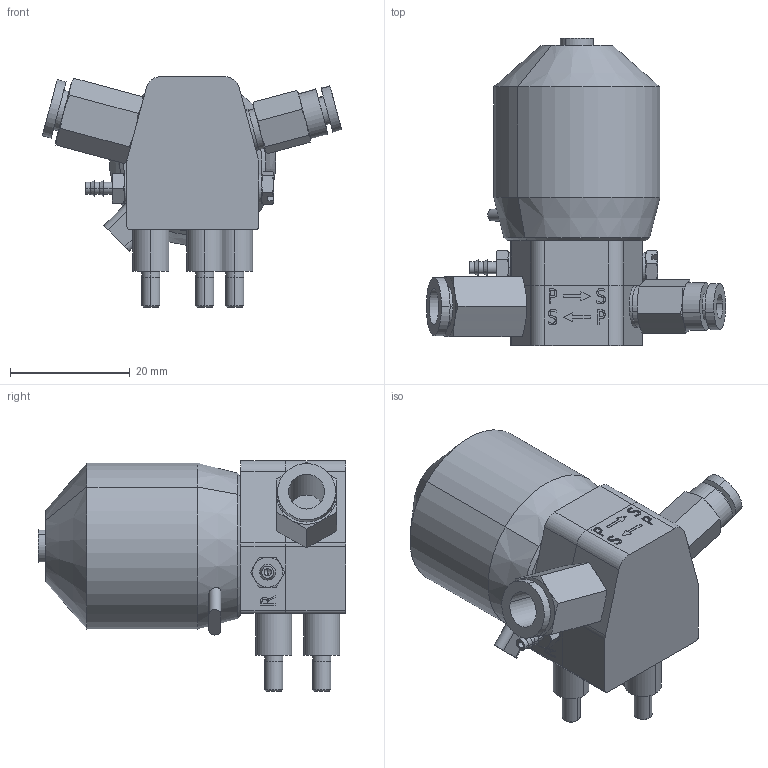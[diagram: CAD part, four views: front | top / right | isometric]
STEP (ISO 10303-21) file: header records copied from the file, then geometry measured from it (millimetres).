
FILE_DESCRIPTION(/* description */ ('VariCAD 2021-2.05 AP-203'),/* implementation_level */ '2;1');
FILE_NAME(/* name */ 'Bauraummodell_Braeker-Mikrohydraulikpumpe.stp',/* time_stamp */ '2021-07-11T08:08:55+01:00',/* author */ (''),/* organization */ (''),/* preprocessor_version */ 'VariCAD 2021-2.05',/* originating_system */ 'VariCAD 2021-2.05; kernel version (20180118)',/* authorisation */ '');
FILE_SCHEMA(('CONFIG_CONTROL_DESIGN'));
Length unit declared in the file: millimetre
Products named in the file (11): Bauraummodell_Braeker-Mikrohydraulikpumpe; Gewindepuffer; Getriebeblock; Dichtkopf; _M-3AU-3; _KQ2H06-M5N; Stopfen; gerade Steckverschraubung
Assembly tree (10 placements, depth 2):
  Bauraummodell_Braeker-Mikrohydraulikpumpe
    (unnamed)
    Gewindepuffer
    Gewindepuffer
    Getriebeblock
    Dichtkopf
    _M-3AU-3
    _KQ2H06-M5N
    Gewindepuffer
    Stopfen
    gerade Steckverschraubung
Bounding box: 49.93 x 51.25 x 38.5 mm (x, y, z)
Volume: 28331 mm3; surface area: 10334.5 mm2
Topology: 10 solids, 10 shells, 400 faces, 907 edges, 560 vertices
Faces by surface type: plane 162, cylinder 118, cone 100, extrusion 20
Entity records: 13342 total; most frequent: CARTESIAN_POINT 3848, DIRECTION 1910, ORIENTED_EDGE 1786, EDGE_CURVE 893, AXIS2_PLACEMENT_3D 718, VERTEX_POINT 560, VECTOR 474, LINE 454
